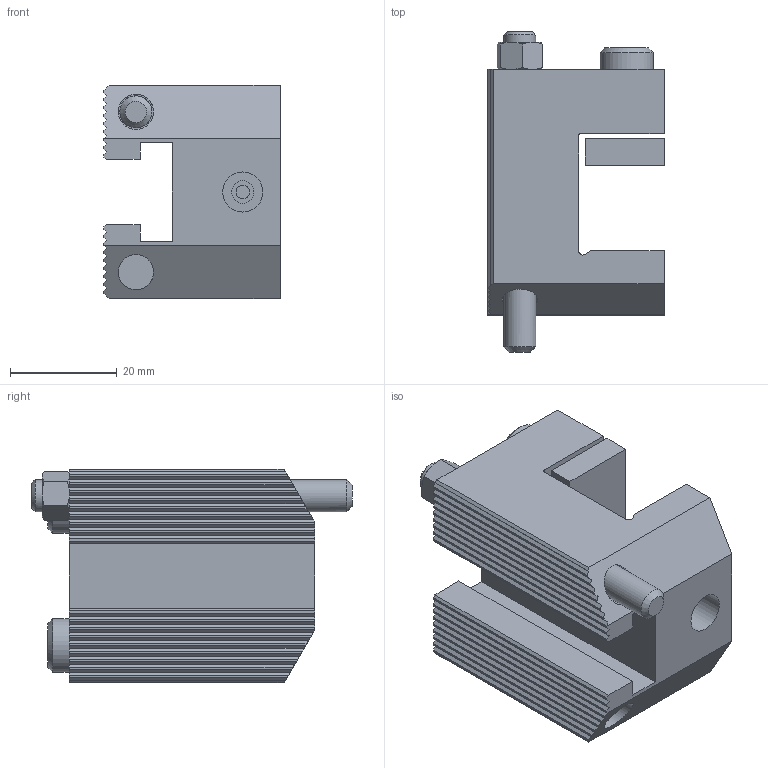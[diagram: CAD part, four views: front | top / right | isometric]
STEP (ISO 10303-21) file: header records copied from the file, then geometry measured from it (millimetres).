
FILE_DESCRIPTION(/* description */ (''),/* implementation_level */ '2;1');
FILE_NAME(/* name */ 'W9990072B_stp.stp',/* time_stamp */ '2009-06-18T11:07:28+02:00',/* author */ (''),/* organization */ (''),/* preprocessor_version */ 'ST-DEVELOPER v11',/* originating_system */ 'UGS - NX 5.0',/* authorisation */ '');
FILE_SCHEMA (('AUTOMOTIVE_DESIGN { 1 0 10303 214 0 1 1 1 }'));
Length unit declared in the file: millimetre
Products named in the file (1): krue3BF1f4n6
Bounding box: 33 x 60 x 40 mm (x, y, z)
Volume: 38132 mm3; surface area: 14825.1 mm2
Topology: 2 solids, 2 shells, 163 faces, 442 edges, 294 vertices
Faces by surface type: plane 128, cone 18, cylinder 17
Full cylindrical faces by diameter (mm): 2.5 x1, 3 x1, 4.2 x1, 6 x2, 6.6 x3, 7.5 x1, 10 x2
Entity records: 4984 total; most frequent: CARTESIAN_POINT 940, ORIENTED_EDGE 834, DIRECTION 777, EDGE_CURVE 417, LINE 337, VECTOR 337, VERTEX_POINT 287, AXIS2_PLACEMENT_3D 220
